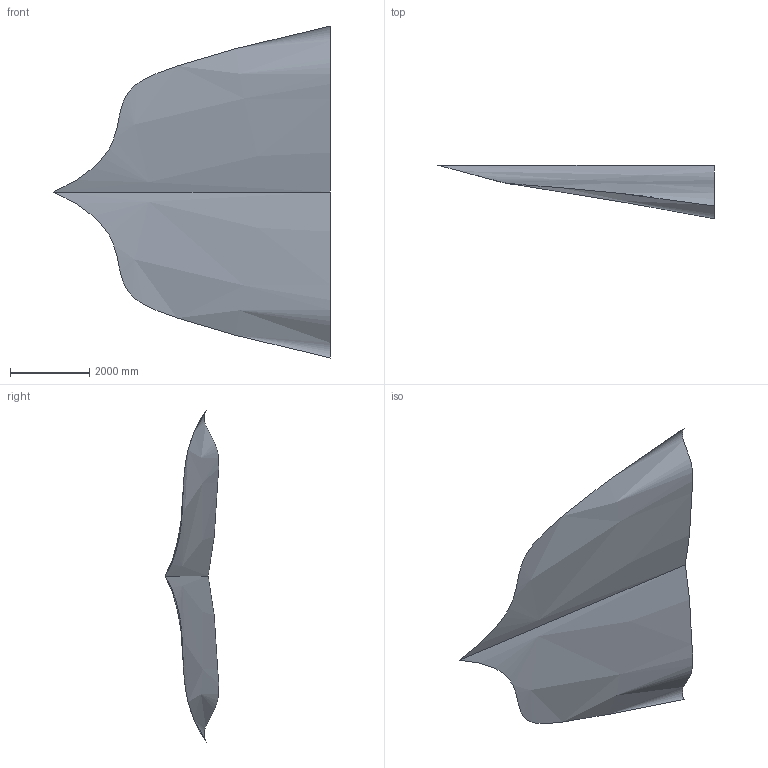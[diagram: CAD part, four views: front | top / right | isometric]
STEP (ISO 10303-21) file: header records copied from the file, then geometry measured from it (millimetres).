
FILE_DESCRIPTION(('Open CASCADE Model'),'2;1');
FILE_NAME('Open CASCADE Shape Model','2024-07-05T16:07:58',('Author'),( 'Open CASCADE'),'Open CASCADE STEP processor 7.7','Open CASCADE 7.7' ,'Unknown');
FILE_SCHEMA(('AUTOMOTIVE_DESIGN { 1 0 10303 214 1 1 1 1 }'));
Length unit declared in the file: millimetre
Products named in the file (1): Open CASCADE STEP translator 7.7 89
Bounding box: 7001.33 x 1353.06 x 8400 mm (x, y, z)
Volume: 16315311265.4 mm3; surface area: 86865996.5 mm2
Topology: 1 solids, 1 shells, 5 faces, 8 edges, 5 vertices
Faces by surface type: bspline 4, plane 1
Entity records: 2302 total; most frequent: CARTESIAN_POINT 2165, B_SPLINE_CURVE_WITH_KNOTS 22, ORIENTED_EDGE 16, PCURVE 16, DEFINITIONAL_REPRESENTATION 16, EDGE_CURVE 8, SURFACE_CURVE 8, DIRECTION 6
